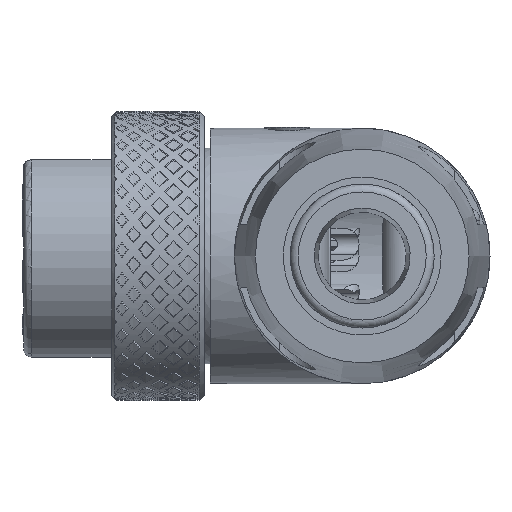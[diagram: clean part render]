
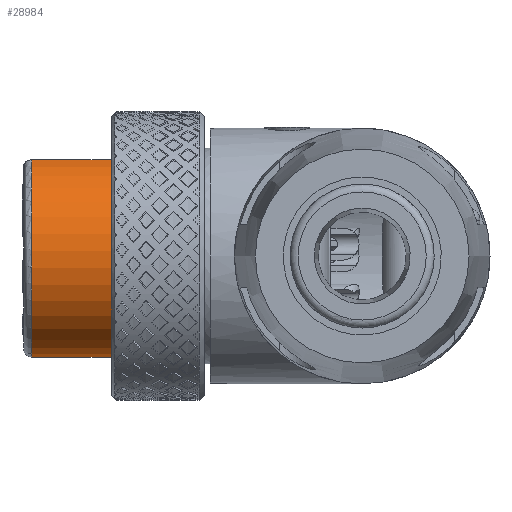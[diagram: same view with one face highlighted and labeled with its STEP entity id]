
A CAD part, front view. The second image highlights one B-rep face of the part: STEP entity #28984.
In plain terms, the highlighted cylindrical face has radius 6.35 mm (diameter 12.7 mm), a partial arc.
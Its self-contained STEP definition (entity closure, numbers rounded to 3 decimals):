
#4661=FACE_OUTER_BOUND('',#6516,.T.);
#6516=EDGE_LOOP('',(#24674,#24675,#24676,#24677));
#8272=LINE('',#51407,#9808);
#8273=LINE('',#51436,#9809);
#9808=VECTOR('',#41382,8.7);
#9809=VECTOR('',#41385,8.7);
#10647=CIRCLE('',#32759,6.35);
#10662=CIRCLE('',#32796,6.35);
#13053=VERTEX_POINT('',#51326);
#13054=VERTEX_POINT('',#51327);
#13062=VERTEX_POINT('',#51406);
#13065=VERTEX_POINT('',#51423);
#16961=EDGE_CURVE('',#13054,#13053,#10647,.T.);
#16985=EDGE_CURVE('',#13062,#13053,#8272,.T.);
#16989=EDGE_CURVE('',#13054,#13065,#8273,.T.);
#16994=EDGE_CURVE('',#13065,#13062,#10662,.T.);
#24674=ORIENTED_EDGE('',*,*,#16961,.F.);
#24675=ORIENTED_EDGE('',*,*,#16989,.T.);
#24676=ORIENTED_EDGE('',*,*,#16994,.T.);
#24677=ORIENTED_EDGE('',*,*,#16985,.T.);
#25916=CYLINDRICAL_SURFACE('',#32795,6.35);
#28984=ADVANCED_FACE('',(#4661),#25916,.T.);
#32759=AXIS2_PLACEMENT_3D('',#51329,#41309,#41310);
#32795=AXIS2_PLACEMENT_3D('',#51446,#41395,#41396);
#32796=AXIS2_PLACEMENT_3D('',#51447,#41397,#41398);
#41309=DIRECTION('center_axis',(1.,0.,0.));
#41310=DIRECTION('ref_axis',(0.,-1.,0.));
#41382=DIRECTION('',(1.,0.,0.));
#41385=DIRECTION('',(-1.,0.,0.));
#41395=DIRECTION('center_axis',(-1.,0.,0.));
#41396=DIRECTION('ref_axis',(0.,0.,-1.));
#41397=DIRECTION('center_axis',(1.,0.,0.));
#41398=DIRECTION('ref_axis',(0.,1.,0.));
#51326=CARTESIAN_POINT('',(-21.527,1.094,6.022));
#51327=CARTESIAN_POINT('',(-21.527,-2.938,6.022));
#51329=CARTESIAN_POINT('Origin',(-21.527,-0.922,0.));
#51406=CARTESIAN_POINT('',(-30.227,1.094,6.022));
#51407=CARTESIAN_POINT('',(-25.877,1.094,6.022));
#51423=CARTESIAN_POINT('',(-30.227,-2.938,6.022));
#51436=CARTESIAN_POINT('',(-25.877,-2.938,6.022));
#51446=CARTESIAN_POINT('Origin',(-83.69,-0.922,0.));
#51447=CARTESIAN_POINT('Origin',(-30.227,-0.922,0.));
